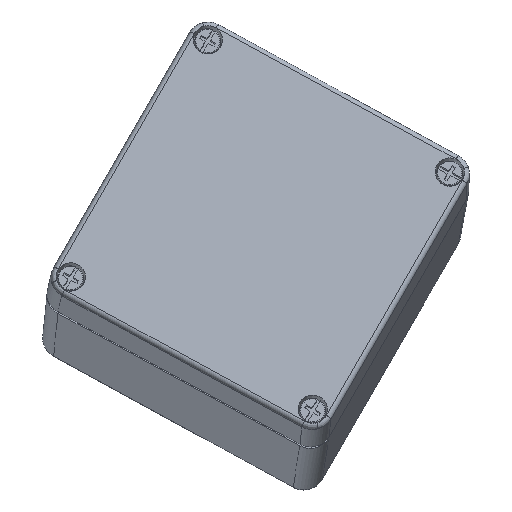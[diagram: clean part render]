
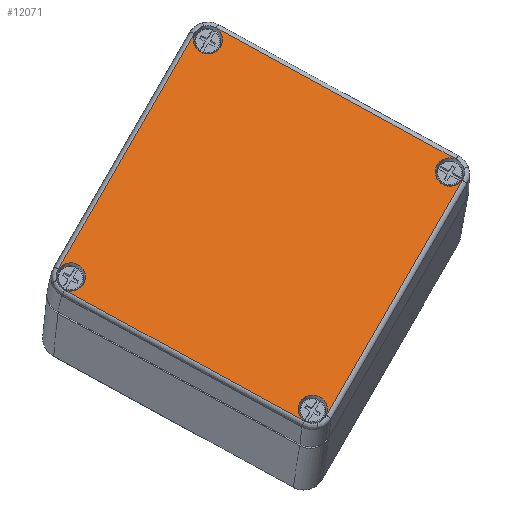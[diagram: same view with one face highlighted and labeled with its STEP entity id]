
A CAD part, front view. The second image highlights one B-rep face of the part: STEP entity #12071.
In plain terms, the highlighted face is planar.
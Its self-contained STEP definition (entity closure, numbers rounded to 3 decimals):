
#781=LINE('',#18285,#1395);
#782=LINE('',#18288,#1396);
#783=LINE('',#18291,#1397);
#784=LINE('',#18294,#1398);
#1395=VECTOR('',#14530,1000.);
#1396=VECTOR('',#14533,1000.);
#1397=VECTOR('',#14536,1000.);
#1398=VECTOR('',#14539,1000.);
#1998=PLANE('',#13011);
#2893=FACE_OUTER_BOUND('',#3758,.T.);
#3758=EDGE_LOOP('',(#8404,#8405,#8406,#8407,#8408,#8409,#8410,#8411,#8412,
#8413,#8414,#8415,#8416,#8417,#8418,#8419));
#4662=CIRCLE('',#12944,6.001);
#4665=CIRCLE('',#12947,6.001);
#4668=CIRCLE('',#12950,6.001);
#4671=CIRCLE('',#12953,6.001);
#4685=CIRCLE('',#12978,5.5);
#4691=CIRCLE('',#12987,5.5);
#4697=CIRCLE('',#12996,5.5);
#4703=CIRCLE('',#13005,5.5);
#4704=CIRCLE('',#13012,6.001);
#4705=CIRCLE('',#13013,6.001);
#4706=CIRCLE('',#13014,6.001);
#4707=CIRCLE('',#13015,6.001);
#5299=VERTEX_POINT('',#17849);
#5302=VERTEX_POINT('',#17866);
#5304=VERTEX_POINT('',#17888);
#5307=VERTEX_POINT('',#17905);
#5309=VERTEX_POINT('',#17927);
#5312=VERTEX_POINT('',#17944);
#5314=VERTEX_POINT('',#17966);
#5317=VERTEX_POINT('',#17983);
#5331=VERTEX_POINT('',#18023);
#5337=VERTEX_POINT('',#18044);
#5343=VERTEX_POINT('',#18065);
#5349=VERTEX_POINT('',#18086);
#5378=VERTEX_POINT('',#18284);
#5379=VERTEX_POINT('',#18287);
#5380=VERTEX_POINT('',#18290);
#5381=VERTEX_POINT('',#18293);
#6446=EDGE_CURVE('',#5299,#5302,#4662,.T.);
#6451=EDGE_CURVE('',#5304,#5307,#4665,.T.);
#6456=EDGE_CURVE('',#5309,#5312,#4668,.T.);
#6461=EDGE_CURVE('',#5314,#5317,#4671,.T.);
#6475=EDGE_CURVE('',#5331,#5309,#4685,.T.);
#6482=EDGE_CURVE('',#5299,#5337,#4691,.T.);
#6489=EDGE_CURVE('',#5343,#5304,#4697,.T.);
#6496=EDGE_CURVE('',#5314,#5349,#4703,.T.);
#6526=EDGE_CURVE('',#5302,#5378,#781,.T.);
#6527=EDGE_CURVE('',#5378,#5343,#4704,.T.);
#6528=EDGE_CURVE('',#5307,#5379,#782,.T.);
#6529=EDGE_CURVE('',#5379,#5349,#4705,.T.);
#6530=EDGE_CURVE('',#5317,#5380,#783,.T.);
#6531=EDGE_CURVE('',#5380,#5331,#4706,.T.);
#6532=EDGE_CURVE('',#5312,#5381,#784,.T.);
#6533=EDGE_CURVE('',#5381,#5337,#4707,.T.);
#8404=ORIENTED_EDGE('',*,*,#6482,.F.);
#8405=ORIENTED_EDGE('',*,*,#6446,.T.);
#8406=ORIENTED_EDGE('',*,*,#6526,.T.);
#8407=ORIENTED_EDGE('',*,*,#6527,.T.);
#8408=ORIENTED_EDGE('',*,*,#6489,.T.);
#8409=ORIENTED_EDGE('',*,*,#6451,.T.);
#8410=ORIENTED_EDGE('',*,*,#6528,.T.);
#8411=ORIENTED_EDGE('',*,*,#6529,.T.);
#8412=ORIENTED_EDGE('',*,*,#6496,.F.);
#8413=ORIENTED_EDGE('',*,*,#6461,.T.);
#8414=ORIENTED_EDGE('',*,*,#6530,.T.);
#8415=ORIENTED_EDGE('',*,*,#6531,.T.);
#8416=ORIENTED_EDGE('',*,*,#6475,.T.);
#8417=ORIENTED_EDGE('',*,*,#6456,.T.);
#8418=ORIENTED_EDGE('',*,*,#6532,.T.);
#8419=ORIENTED_EDGE('',*,*,#6533,.T.);
#12071=ADVANCED_FACE('',(#2893),#1998,.F.);
#12944=AXIS2_PLACEMENT_3D('',#17868,#14382,#14383);
#12947=AXIS2_PLACEMENT_3D('',#17907,#14388,#14389);
#12950=AXIS2_PLACEMENT_3D('',#17946,#14394,#14395);
#12953=AXIS2_PLACEMENT_3D('',#17985,#14400,#14401);
#12978=AXIS2_PLACEMENT_3D('',#18024,#14450,#14451);
#12987=AXIS2_PLACEMENT_3D('',#18045,#14468,#14469);
#12996=AXIS2_PLACEMENT_3D('',#18066,#14486,#14487);
#13005=AXIS2_PLACEMENT_3D('',#18087,#14504,#14505);
#13011=AXIS2_PLACEMENT_3D('',#18283,#14528,#14529);
#13012=AXIS2_PLACEMENT_3D('',#18286,#14531,#14532);
#13013=AXIS2_PLACEMENT_3D('',#18289,#14534,#14535);
#13014=AXIS2_PLACEMENT_3D('',#18292,#14537,#14538);
#13015=AXIS2_PLACEMENT_3D('',#18295,#14540,#14541);
#14382=DIRECTION('center_axis',(0.,-1.,0.));
#14383=DIRECTION('ref_axis',(0.,0.,
1.));
#14388=DIRECTION('center_axis',(0.,-1.,0.));
#14389=DIRECTION('ref_axis',(-1.,0.,0.));
#14394=DIRECTION('center_axis',(0.,-1.,0.));
#14395=DIRECTION('ref_axis',(1.,0.,0.));
#14400=DIRECTION('center_axis',(0.,-1.,0.));
#14401=DIRECTION('ref_axis',(0.,0.,-1.));
#14450=DIRECTION('center_axis',(0.,1.,0.));
#14451=DIRECTION('ref_axis',(0.,0.,-1.));
#14468=DIRECTION('center_axis',(0.,-1.,0.));
#14469=DIRECTION('ref_axis',(0.,0.,1.));
#14486=DIRECTION('center_axis',(0.,1.,0.));
#14487=DIRECTION('ref_axis',(0.,0.,1.));
#14504=DIRECTION('center_axis',(0.,-1.,0.));
#14505=DIRECTION('ref_axis',(0.,0.,-1.));
#14528=DIRECTION('center_axis',(0.,1.,0.));
#14529=DIRECTION('ref_axis',(0.,0.,1.));
#14530=DIRECTION('',(-1.,0.,0.));
#14531=DIRECTION('center_axis',(0.,-1.,0.));
#14532=DIRECTION('ref_axis',(-0.173,0.,0.985));
#14533=DIRECTION('',(0.,0.,-1.));
#14534=DIRECTION('center_axis',(0.,-1.,0.));
#14535=DIRECTION('ref_axis',(-0.985,0.,-0.173));
#14536=DIRECTION('',(1.,0.,0.));
#14537=DIRECTION('center_axis',(0.,-1.,0.));
#14538=DIRECTION('ref_axis',(0.173,0.,-0.985));
#14539=DIRECTION('',(0.,0.,1.));
#14540=DIRECTION('center_axis',(0.,-1.,0.));
#14541=DIRECTION('ref_axis',(0.985,0.,0.173));
#17849=CARTESIAN_POINT('',(53.598,-25.,57.467));
#17866=CARTESIAN_POINT('',(52.559,-25.,57.558));
#17868=CARTESIAN_POINT('Origin',(52.559,-25.,51.557));
#17888=CARTESIAN_POINT('',(-58.467,-25.,52.598));
#17905=CARTESIAN_POINT('',(-58.558,-25.,51.559));
#17907=CARTESIAN_POINT('Origin',(-52.557,-25.,51.559));
#17927=CARTESIAN_POINT('',(58.467,-25.,-52.598));
#17944=CARTESIAN_POINT('',(58.558,-25.,-51.559));
#17946=CARTESIAN_POINT('Origin',(52.557,-25.,-51.559));
#17966=CARTESIAN_POINT('',(-53.598,-25.,-57.467));
#17983=CARTESIAN_POINT('',(-52.559,-25.,-57.558));
#17985=CARTESIAN_POINT('Origin',(-52.559,-25.,-51.557));
#18023=CARTESIAN_POINT('',(53.598,-25.,-57.467));
#18024=CARTESIAN_POINT('Origin',(53.,-25.,-52.));
#18044=CARTESIAN_POINT('',(58.467,-25.,52.598));
#18045=CARTESIAN_POINT('Origin',(53.,-25.,52.));
#18065=CARTESIAN_POINT('',(-53.598,-25.,57.467));
#18066=CARTESIAN_POINT('Origin',(-53.,-25.,52.));
#18086=CARTESIAN_POINT('',(-58.467,-25.,-52.598));
#18087=CARTESIAN_POINT('Origin',(-53.,-25.,-52.));
#18283=CARTESIAN_POINT('Origin',(-61.,-25.,60.));
#18284=CARTESIAN_POINT('',(-52.559,-25.,57.558));
#18285=CARTESIAN_POINT('',(-52.521,-25.,57.558));
#18286=CARTESIAN_POINT('Origin',(-52.559,-25.,51.557));
#18287=CARTESIAN_POINT('',(-58.558,-25.,-51.559));
#18288=CARTESIAN_POINT('',(-58.558,-25.,-51.521));
#18289=CARTESIAN_POINT('Origin',(-52.557,-25.,-51.559));
#18290=CARTESIAN_POINT('',(52.559,-25.,-57.558));
#18291=CARTESIAN_POINT('',(52.521,-25.,-57.558));
#18292=CARTESIAN_POINT('Origin',(52.559,-25.,-51.557));
#18293=CARTESIAN_POINT('',(58.558,-25.,51.559));
#18294=CARTESIAN_POINT('',(58.558,-25.,51.521));
#18295=CARTESIAN_POINT('Origin',(52.557,-25.,51.559));
